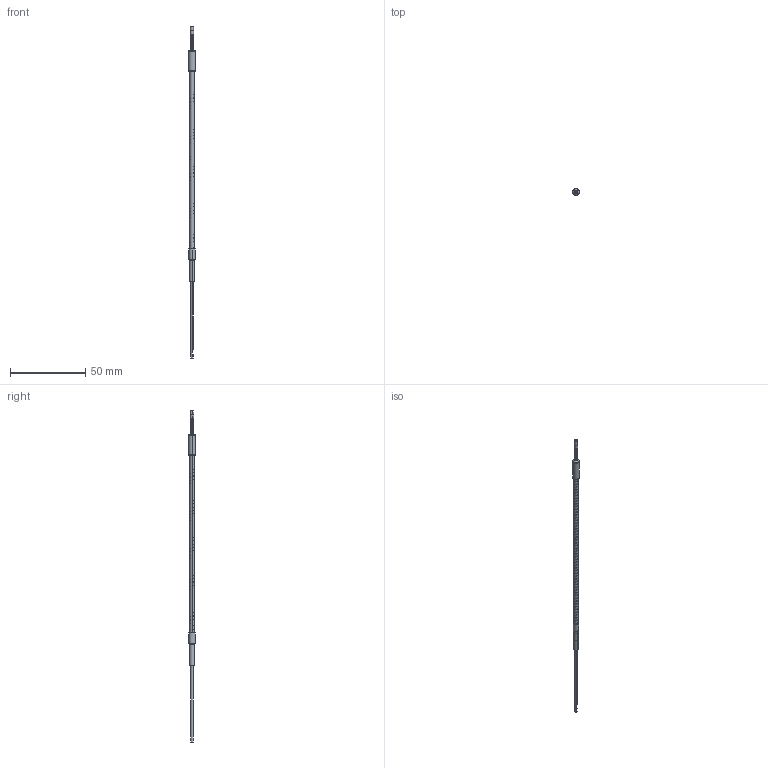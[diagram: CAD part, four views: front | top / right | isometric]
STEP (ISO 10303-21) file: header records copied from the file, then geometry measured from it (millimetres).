
FILE_DESCRIPTION((''),'2;1');
FILE_NAME('193363_ASM','2016-03-02T',('pdmadmin'),(''),'PRO/ENGINEER BY PARAMETRIC TECHNOLOGY CORPORATION, 2013230','PRO/ENGINEER BY PARAMETRIC TECHNOLOGY CORPORATION, 2013230','');
FILE_SCHEMA(('CONFIG_CONTROL_DESIGN'));
Length unit declared in the file: millimetre
Products named in the file (8): 111698; 58193; 110533; 110532; 34647; FIBER_CORE_1MM_45_DEG; 70860_ASM; 193363_ASM
Assembly tree (7 placements, depth 3):
  193363_ASM
    70860_ASM
      111698
      58193
      110533
      110532
      34647
      FIBER_CORE_1MM_45_DEG
Bounding box: 4.6 x 4.6 x 220.24 mm (x, y, z)
Volume: 723.1 mm3; surface area: 5591.1 mm2
Topology: 7 solids, 8 shells, 526 faces, 1054 edges, 540 vertices
Faces by surface type: torus 200, cone 140, cylinder 102, bspline 66, plane 18
Entity records: 25773 total; most frequent: CARTESIAN_POINT 14646, DIRECTION 2622, ORIENTED_EDGE 2104, AXIS2_PLACEMENT_3D 1155, EDGE_CURVE 1054, CIRCLE 672, VERTEX_POINT 540, EDGE_LOOP 534
